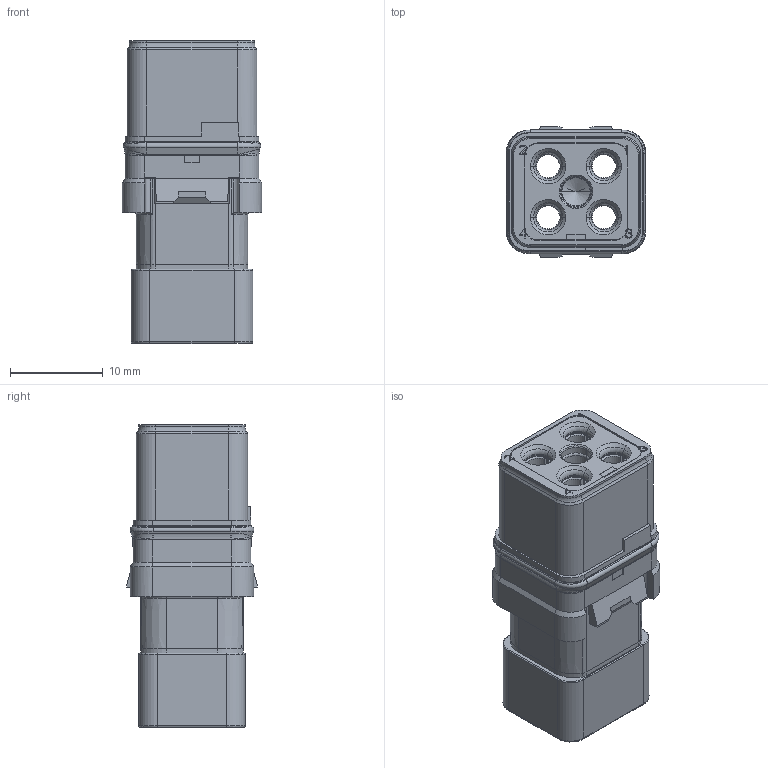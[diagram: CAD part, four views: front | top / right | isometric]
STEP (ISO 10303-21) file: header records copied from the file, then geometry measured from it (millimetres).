
FILE_DESCRIPTION((''),'2;1');
FILE_NAME('SIMEO04ELSD','2020-01-20T',('presta_be4'),(''),'CREO PARAMETRIC BY PTC INC, 2018360','CREO PARAMETRIC BY PTC INC, 2018360','');
FILE_SCHEMA(('CONFIG_CONTROL_DESIGN'));
Length unit declared in the file: millimetre
Products named in the file (1): SIMEO04ELSD
Bounding box: 15 x 14.1 x 32.66 mm (x, y, z)
Volume: 3373.7 mm3; surface area: 4494.2 mm2
Topology: 5 solids, 5 shells, 841 faces, 2188 edges, 1378 vertices
Faces by surface type: plane 499, cylinder 172, torus 68, cone 66, bspline 36
Entity records: 28641 total; most frequent: CARTESIAN_POINT 8255, ORIENTED_EDGE 4368, DIRECTION 4065, EDGE_CURVE 2184, VECTOR 1437, LINE 1437, VERTEX_POINT 1378, AXIS2_PLACEMENT_3D 1314
